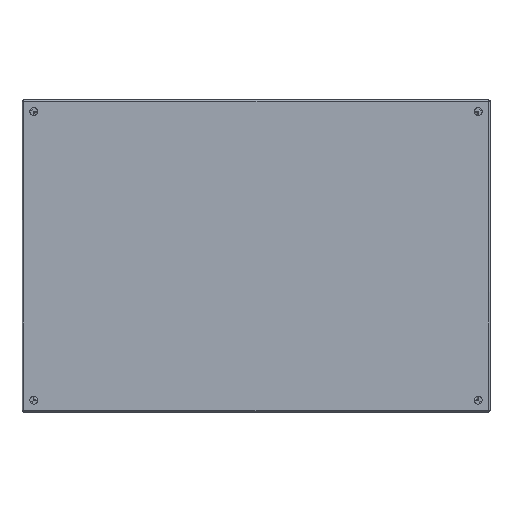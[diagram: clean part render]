
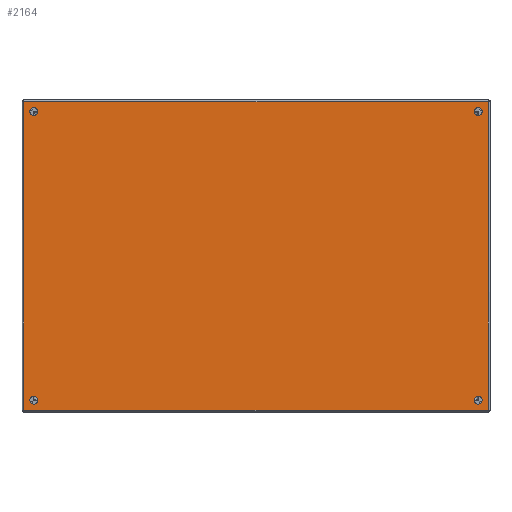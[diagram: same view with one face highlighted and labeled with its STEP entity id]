
A CAD part, top view. The second image highlights one B-rep face of the part: STEP entity #2164.
In plain terms, the highlighted face is planar.
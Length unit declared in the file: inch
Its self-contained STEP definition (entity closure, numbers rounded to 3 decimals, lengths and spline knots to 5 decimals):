
#104 = CARTESIAN_POINT ( 'NONE',  ( 0., 0.108, -9.892 ) ) ;
#944 = ORIENTED_EDGE ( 'NONE', *, *, #24129, .T. ) ;
#1472 = CIRCLE ( 'NONE', #11866, 0.25 ) ;
#1612 = CIRCLE ( 'NONE', #2324, 0.25 ) ;
#1681 = ORIENTED_EDGE ( 'NONE', *, *, #28199, .F. ) ;
#1744 = ORIENTED_EDGE ( 'NONE', *, *, #8956, .T. ) ;
#1957 = EDGE_CURVE ( 'NONE', #14882, #39792, #30226, .T. ) ;
#1984 = ORIENTED_EDGE ( 'NONE', *, *, #30009, .T. ) ;
#2044 = EDGE_CURVE ( 'NONE', #42541, #17760, #32281, .T. ) ;
#2164 = ADVANCED_FACE ( 'NONE', ( #2854, #8965, #42581, #18783, #26009 ), #5683, .F. ) ;
#2324 = AXIS2_PLACEMENT_3D ( 'NONE', #11972, #15449, #18571 ) ;
#2390 = DIRECTION ( 'NONE',  ( 1., 0., 0. ) ) ;
#2431 = CARTESIAN_POINT ( 'NONE',  ( 0., 0.5, -9.25 ) ) ;
#2548 = CARTESIAN_POINT ( 'NONE',  ( 0., 29., 9.25 ) ) ;
#2854 = FACE_BOUND ( 'NONE', #32994, .T. ) ;
#3515 = ORIENTED_EDGE ( 'NONE', *, *, #21492, .T. ) ;
#3612 = EDGE_CURVE ( 'NONE', #8802, #39532, #36822, .T. ) ;
#3956 = ORIENTED_EDGE ( 'NONE', *, *, #6669, .F. ) ;
#4094 = EDGE_LOOP ( 'NONE', ( #13596, #1744 ) ) ;
#4338 = CARTESIAN_POINT ( 'NONE',  ( 0., 1., -9.25 ) ) ;
#4911 = CARTESIAN_POINT ( 'NONE',  ( 0., 0.072, 9.892 ) ) ;
#5245 = DIRECTION ( 'NONE',  ( 1., 0., 0. ) ) ;
#5683 = PLANE ( 'NONE',  #41887 ) ;
#6638 = CARTESIAN_POINT ( 'NONE',  ( 0., 29.892, 9.928 ) ) ;
#6669 = EDGE_CURVE ( 'NONE', #27573, #8802, #21216, .T. ) ;
#7065 = VERTEX_POINT ( 'NONE', #2431 ) ;
#7533 = ORIENTED_EDGE ( 'NONE', *, *, #29514, .F. ) ;
#8398 = LINE ( 'NONE', #4911, #14560 ) ;
#8802 = VERTEX_POINT ( 'NONE', #41241 ) ;
#8956 = EDGE_CURVE ( 'NONE', #17072, #35129, #12221, .T. ) ;
#8965 = FACE_OUTER_BOUND ( 'NONE', #23188, .T. ) ;
#9113 = DIRECTION ( 'NONE',  ( 0., 1., 0. ) ) ;
#10593 = AXIS2_PLACEMENT_3D ( 'NONE', #34952, #5245, #35807 ) ;
#10648 = AXIS2_PLACEMENT_3D ( 'NONE', #39573, #19040, #29141 ) ;
#11127 = CIRCLE ( 'NONE', #11795, 0.25 ) ;
#11356 = CARTESIAN_POINT ( 'NONE',  ( 0., 0.072, -9.892 ) ) ;
#11413 = CARTESIAN_POINT ( 'NONE',  ( 0., 0.5, 9.25 ) ) ;
#11795 = AXIS2_PLACEMENT_3D ( 'NONE', #22430, #2390, #9113 ) ;
#11866 = AXIS2_PLACEMENT_3D ( 'NONE', #42323, #12353, #23319 ) ;
#11972 = CARTESIAN_POINT ( 'NONE',  ( 0., 29.25, 9.25 ) ) ;
#12173 = DIRECTION ( 'NONE',  ( 0., 0., -1. ) ) ;
#12221 = CIRCLE ( 'NONE', #42949, 0.25 ) ;
#12353 = DIRECTION ( 'NONE',  ( 1., 0., 0. ) ) ;
#12785 = ORIENTED_EDGE ( 'NONE', *, *, #22723, .T. ) ;
#13043 = CARTESIAN_POINT ( 'NONE',  ( 0., 29.5, 9.25 ) ) ;
#13596 = ORIENTED_EDGE ( 'NONE', *, *, #13654, .T. ) ;
#13654 = EDGE_CURVE ( 'NONE', #35129, #17072, #1612, .T. ) ;
#14560 = VECTOR ( 'NONE', #21710, 39.37008 ) ;
#14882 = VERTEX_POINT ( 'NONE', #30765 ) ;
#15449 = DIRECTION ( 'NONE',  ( 1., 0., 0. ) ) ;
#15668 = CARTESIAN_POINT ( 'NONE',  ( 0., 0.108, 9.928 ) ) ;
#16645 = DIRECTION ( 'NONE',  ( 1., 0., 0. ) ) ;
#17072 = VERTEX_POINT ( 'NONE', #2548 ) ;
#17598 = EDGE_LOOP ( 'NONE', ( #944, #1984 ) ) ;
#17679 = AXIS2_PLACEMENT_3D ( 'NONE', #23466, #26964, #27169 ) ;
#17728 = CARTESIAN_POINT ( 'NONE',  ( 0., 29., -9.25 ) ) ;
#17760 = VERTEX_POINT ( 'NONE', #17728 ) ;
#18133 = CARTESIAN_POINT ( 'NONE',  ( 0., 29.25, -9.25 ) ) ;
#18357 = DIRECTION ( 'NONE',  ( 0., 1., 0. ) ) ;
#18571 = DIRECTION ( 'NONE',  ( 0., 1., 0. ) ) ;
#18783 = FACE_BOUND ( 'NONE', #17598, .T. ) ;
#18991 = AXIS2_PLACEMENT_3D ( 'NONE', #18133, #31091, #18357 ) ;
#19040 = DIRECTION ( 'NONE',  ( 1., 0., 0. ) ) ;
#19955 = CARTESIAN_POINT ( 'NONE',  ( 0., 29.25, 9.25 ) ) ;
#20360 = CIRCLE ( 'NONE', #10593, 0.25 ) ;
#21216 = LINE ( 'NONE', #11356, #21250 ) ;
#21250 = VECTOR ( 'NONE', #31309, 39.37008 ) ;
#21492 = EDGE_CURVE ( 'NONE', #17760, #42541, #20360, .T. ) ;
#21710 = DIRECTION ( 'NONE',  ( 0., -1., 0. ) ) ;
#22303 = EDGE_LOOP ( 'NONE', ( #33880, #3515 ) ) ;
#22430 = CARTESIAN_POINT ( 'NONE',  ( 0., 0.75, -9.25 ) ) ;
#22469 = LINE ( 'NONE', #15668, #35490 ) ;
#22488 = CARTESIAN_POINT ( 'NONE',  ( 0., 0.072, 9.928 ) ) ;
#22723 = EDGE_CURVE ( 'NONE', #39792, #14882, #42081, .T. ) ;
#22742 = ORIENTED_EDGE ( 'NONE', *, *, #3612, .F. ) ;
#23188 = EDGE_LOOP ( 'NONE', ( #1681, #7533, #22742, #3956 ) ) ;
#23319 = DIRECTION ( 'NONE',  ( 0., 1., 0. ) ) ;
#23466 = CARTESIAN_POINT ( 'NONE',  ( 0., 0.75, 9.25 ) ) ;
#23493 = DIRECTION ( 'NONE',  ( 0., 0., 1. ) ) ;
#24129 = EDGE_CURVE ( 'NONE', #42567, #7065, #1472, .T. ) ;
#24699 = VERTEX_POINT ( 'NONE', #30615 ) ;
#26009 = FACE_BOUND ( 'NONE', #22303, .T. ) ;
#26964 = DIRECTION ( 'NONE',  ( 1., 0., 0. ) ) ;
#27169 = DIRECTION ( 'NONE',  ( 0., 1., 0. ) ) ;
#27573 = VERTEX_POINT ( 'NONE', #104 ) ;
#28199 = EDGE_CURVE ( 'NONE', #24699, #27573, #22469, .T. ) ;
#29141 = DIRECTION ( 'NONE',  ( 0., 1., 0. ) ) ;
#29514 = EDGE_CURVE ( 'NONE', #39532, #24699, #8398, .T. ) ;
#30009 = EDGE_CURVE ( 'NONE', #7065, #42567, #11127, .T. ) ;
#30226 = CIRCLE ( 'NONE', #10648, 0.25 ) ;
#30615 = CARTESIAN_POINT ( 'NONE',  ( 0., 0.108, 9.892 ) ) ;
#30765 = CARTESIAN_POINT ( 'NONE',  ( 0., 1., 9.25 ) ) ;
#31091 = DIRECTION ( 'NONE',  ( 1., 0., 0. ) ) ;
#31309 = DIRECTION ( 'NONE',  ( 0., 1., 0. ) ) ;
#32281 = CIRCLE ( 'NONE', #18991, 0.25 ) ;
#32285 = CARTESIAN_POINT ( 'NONE',  ( 0., 29.892, 9.892 ) ) ;
#32994 = EDGE_LOOP ( 'NONE', ( #37698, #12785 ) ) ;
#33880 = ORIENTED_EDGE ( 'NONE', *, *, #2044, .T. ) ;
#34257 = CARTESIAN_POINT ( 'NONE',  ( 0., 29.5, -9.25 ) ) ;
#34952 = CARTESIAN_POINT ( 'NONE',  ( 0., 29.25, -9.25 ) ) ;
#35129 = VERTEX_POINT ( 'NONE', #13043 ) ;
#35490 = VECTOR ( 'NONE', #12173, 39.37008 ) ;
#35807 = DIRECTION ( 'NONE',  ( 0., 1., 0. ) ) ;
#36822 = LINE ( 'NONE', #6638, #41170 ) ;
#37698 = ORIENTED_EDGE ( 'NONE', *, *, #1957, .T. ) ;
#39532 = VERTEX_POINT ( 'NONE', #32285 ) ;
#39573 = CARTESIAN_POINT ( 'NONE',  ( 0., 0.75, 9.25 ) ) ;
#39792 = VERTEX_POINT ( 'NONE', #11413 ) ;
#41170 = VECTOR ( 'NONE', #23493, 39.37008 ) ;
#41241 = CARTESIAN_POINT ( 'NONE',  ( 0., 29.892, -9.892 ) ) ;
#41887 = AXIS2_PLACEMENT_3D ( 'NONE', #22488, #42372, #42144 ) ;
#42081 = CIRCLE ( 'NONE', #17679, 0.25 ) ;
#42144 = DIRECTION ( 'NONE',  ( 0., -1., 0. ) ) ;
#42323 = CARTESIAN_POINT ( 'NONE',  ( 0., 0.75, -9.25 ) ) ;
#42372 = DIRECTION ( 'NONE',  ( 1., 0., 0. ) ) ;
#42541 = VERTEX_POINT ( 'NONE', #34257 ) ;
#42567 = VERTEX_POINT ( 'NONE', #4338 ) ;
#42581 = FACE_BOUND ( 'NONE', #4094, .T. ) ;
#42675 = DIRECTION ( 'NONE',  ( 0., 1., 0. ) ) ;
#42949 = AXIS2_PLACEMENT_3D ( 'NONE', #19955, #16645, #42675 ) ;
